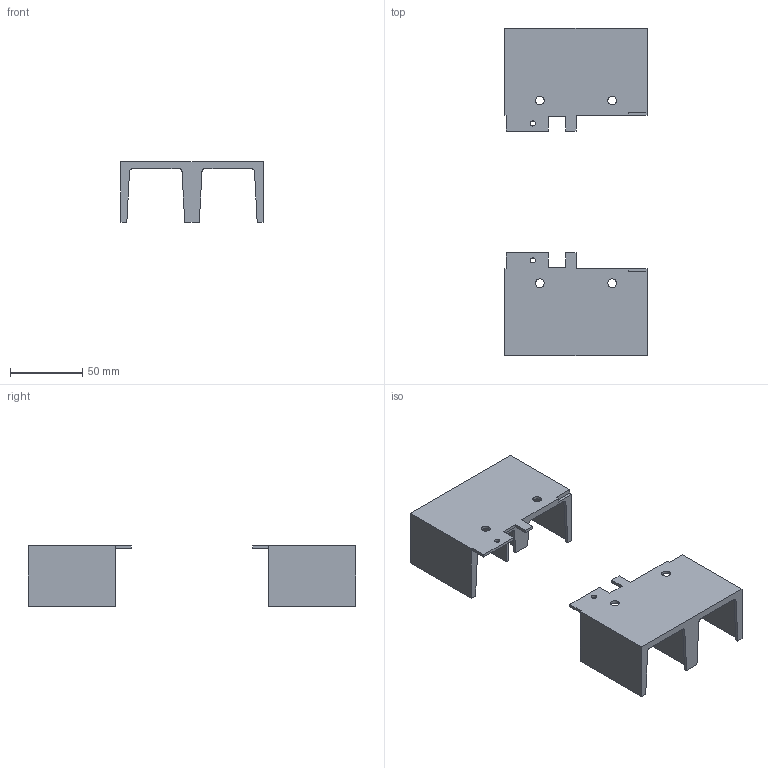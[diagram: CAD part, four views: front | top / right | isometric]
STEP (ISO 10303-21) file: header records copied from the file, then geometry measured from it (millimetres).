
FILE_DESCRIPTION(/* description */ (''),/* implementation_level */ '2;1');
FILE_NAME(/* name */ '3d_GEX8111.stp',/* time_stamp */ '2017-09-05T09:27:55+02:00',/* author */ ('Andrzej'),/* organization */ (''),/* preprocessor_version */ 'ST-DEVELOPER v16.13',/* originating_system */ 'AutoCAD Mechanical',/* authorisation */ '');
FILE_SCHEMA (('AUTOMOTIVE_DESIGN { 1 0 10303 214 3 1 1 }'));
Length unit declared in the file: millimetre
Products named in the file (1): Product
Bounding box: 98 x 226 x 42 mm (x, y, z)
Volume: 59049 mm3; surface area: 61484.5 mm2
Topology: 2 solids, 2 shells, 118 faces, 342 edges, 228 vertices
Faces by surface type: plane 96, cylinder 22
Full cylindrical faces by diameter (mm): 3.5 x2, 6 x4
Entity records: 3866 total; most frequent: CARTESIAN_POINT 683, ORIENTED_EDGE 672, DIRECTION 618, EDGE_CURVE 336, LINE 292, VECTOR 292, VERTEX_POINT 228, AXIS2_PLACEMENT_3D 163
